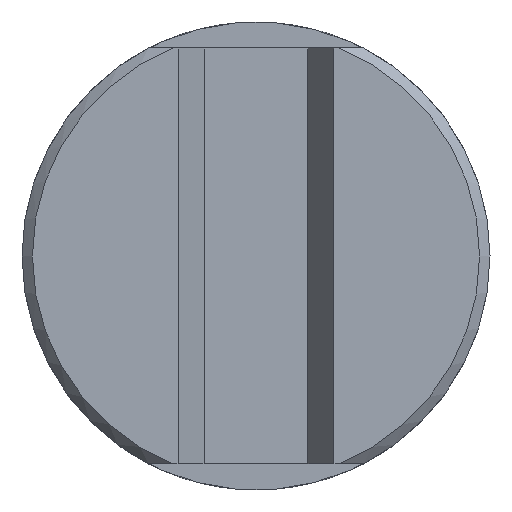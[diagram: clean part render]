
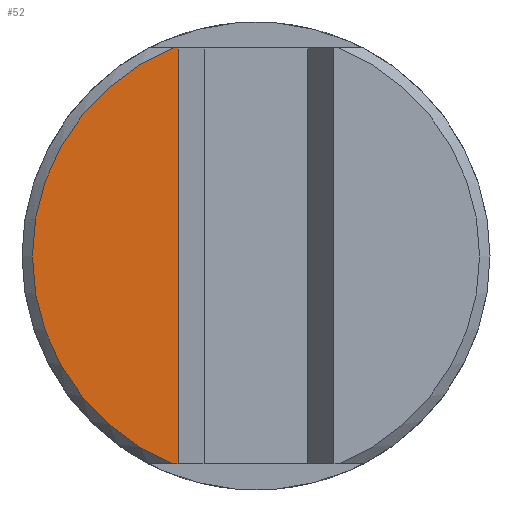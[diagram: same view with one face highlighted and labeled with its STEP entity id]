
A CAD part, front view. The second image highlights one B-rep face of the part: STEP entity #52.
In plain terms, the highlighted planar face has unit normal (0, -1, 0).
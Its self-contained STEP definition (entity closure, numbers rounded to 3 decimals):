
#52=ADVANCED_FACE('',(#100),#101,.F.);
#100=FACE_OUTER_BOUND('',#183,.T.);
#101=PLANE('',#184);
#183=EDGE_LOOP('',(#4253,#4254,#4255,#4256));
#184=AXIS2_PLACEMENT_3D('',#4257,#4258,#4259);
#4253=ORIENTED_EDGE('',*,*,#4556,.F.);
#4254=ORIENTED_EDGE('',*,*,#4557,.F.);
#4255=ORIENTED_EDGE('',*,*,#4558,.F.);
#4256=ORIENTED_EDGE('',*,*,#4559,.T.);
#4257=CARTESIAN_POINT('',(0.0,0.0,0.0));
#4258=DIRECTION('',(-0.0,1.0,0.0));
#4259=DIRECTION('',(1.0,0.0,0.0));
#4556=EDGE_CURVE('',#4691,#4692,#4693,.T.);
#4557=EDGE_CURVE('',#4694,#4691,#4695,.T.);
#4558=EDGE_CURVE('',#4696,#4694,#4697,.T.);
#4559=EDGE_CURVE('',#4696,#4692,#4698,.T.);
#4691=VERTEX_POINT('',#4885);
#4692=VERTEX_POINT('',#4886);
#4693=LINE('',#4887,#4888);
#4694=VERTEX_POINT('',#4889);
#4695=LINE('',#4890,#4891);
#4696=VERTEX_POINT('',#4892);
#4697=LINE('',#4893,#4894);
#4698=CIRCLE('',#4895,2.15);
#4885=CARTESIAN_POINT('',(-0.75,0.0,-2.0));
#4886=CARTESIAN_POINT('',(-0.789,0.,-2.));
#4887=CARTESIAN_POINT('',(-0.75,0.0,-2.0));
#4888=VECTOR('',#6952,0.039);
#4889=CARTESIAN_POINT('',(-0.75,0.0,2.0));
#4890=CARTESIAN_POINT('',(-0.75,0.0,2.0));
#4891=VECTOR('',#6953,4.0);
#4892=CARTESIAN_POINT('',(-0.789,0.,2.));
#4893=CARTESIAN_POINT('',(-0.789,0.,2.));
#4894=VECTOR('',#6954,0.039);
#4895=AXIS2_PLACEMENT_3D('',#6955,#6956,#6957);
#6952=DIRECTION('',(-1.,0.,0.));
#6953=DIRECTION('',(0.0,0.0,-1.0));
#6954=DIRECTION('',(1.0,0.,0.));
#6955=CARTESIAN_POINT('',(0.,0.0,0.));
#6956=DIRECTION('',(0.0,-1.0,0.0));
#6957=DIRECTION('',(-0.367,0.0,0.93));
